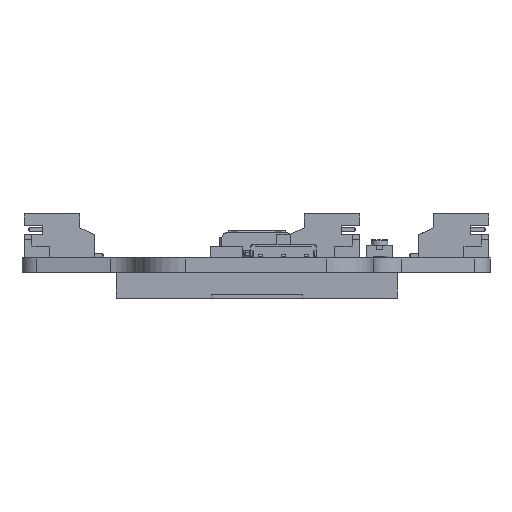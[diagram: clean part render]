
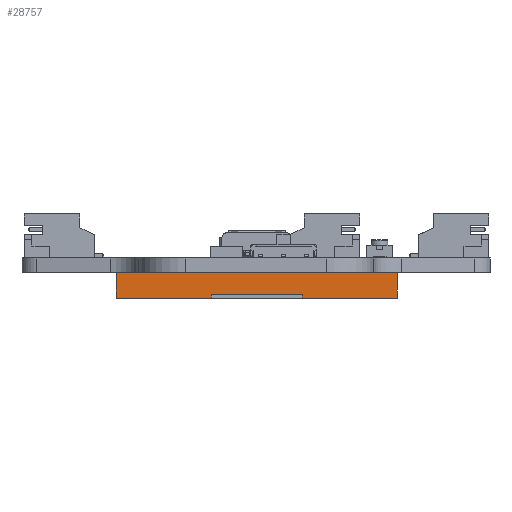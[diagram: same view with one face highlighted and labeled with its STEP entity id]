
A CAD part, front view. The second image highlights one B-rep face of the part: STEP entity #28757.
In plain terms, the highlighted face is planar.
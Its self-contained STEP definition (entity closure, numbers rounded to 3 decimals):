
#1141=PLANE('',#31068);
#2475=FACE_OUTER_BOUND('',#4231,.T.);
#4231=EDGE_LOOP('',(#23114,#23115,#23116,#23117,#23118,#23119,#23120,#23121));
#6471=LINE('',#43745,#9908);
#6476=LINE('',#43755,#9913);
#6502=LINE('',#43806,#9939);
#6508=LINE('',#43819,#9945);
#6511=LINE('',#43824,#9948);
#6512=LINE('',#43827,#9949);
#6513=LINE('',#43829,#9950);
#6514=LINE('',#43830,#9951);
#9908=VECTOR('',#35732,10.);
#9913=VECTOR('',#35739,10.);
#9939=VECTOR('',#35783,10.);
#9945=VECTOR('',#35793,10.);
#9948=VECTOR('',#35798,10.);
#9949=VECTOR('',#35801,10.);
#9950=VECTOR('',#35802,10.);
#9951=VECTOR('',#35803,10.);
#13838=VERTEX_POINT('',#43742);
#13839=VERTEX_POINT('',#43744);
#13841=VERTEX_POINT('',#43749);
#13843=VERTEX_POINT('',#43753);
#13864=VERTEX_POINT('',#43818);
#13865=VERTEX_POINT('',#43822);
#13866=VERTEX_POINT('',#43826);
#13867=VERTEX_POINT('',#43828);
#17124=EDGE_CURVE('',#13839,#13838,#6471,.T.);
#17129=EDGE_CURVE('',#13841,#13843,#6476,.T.);
#17155=EDGE_CURVE('',#13843,#13839,#6502,.T.);
#17161=EDGE_CURVE('',#13841,#13864,#6508,.T.);
#17164=EDGE_CURVE('',#13865,#13838,#6511,.T.);
#17165=EDGE_CURVE('',#13866,#13865,#6512,.T.);
#17166=EDGE_CURVE('',#13866,#13867,#6513,.T.);
#17167=EDGE_CURVE('',#13867,#13864,#6514,.T.);
#23114=ORIENTED_EDGE('',*,*,#17124,.T.);
#23115=ORIENTED_EDGE('',*,*,#17164,.F.);
#23116=ORIENTED_EDGE('',*,*,#17165,.F.);
#23117=ORIENTED_EDGE('',*,*,#17166,.T.);
#23118=ORIENTED_EDGE('',*,*,#17167,.T.);
#23119=ORIENTED_EDGE('',*,*,#17161,.F.);
#23120=ORIENTED_EDGE('',*,*,#17129,.T.);
#23121=ORIENTED_EDGE('',*,*,#17155,.T.);
#28757=ADVANCED_FACE('',(#2475),#1141,.T.);
#31068=AXIS2_PLACEMENT_3D('',#43825,#35799,#35800);
#35732=DIRECTION('',(0.,0.,1.));
#35739=DIRECTION('',(0.,0.,-1.));
#35783=DIRECTION('',(1.,0.,0.));
#35793=DIRECTION('',(-1.,0.,0.));
#35798=DIRECTION('',(-1.,0.,0.));
#35799=DIRECTION('center_axis',(0.,1.,0.));
#35800=DIRECTION('ref_axis',(-1.,0.,0.));
#35801=DIRECTION('',(0.,0.,1.));
#35802=DIRECTION('',(-1.,0.,0.));
#35803=DIRECTION('',(0.,0.,1.));
#43742=CARTESIAN_POINT('',(4.95,36.5,2.8));
#43744=CARTESIAN_POINT('',(4.95,36.5,2.4));
#43745=CARTESIAN_POINT('',(4.95,36.5,1.4));
#43749=CARTESIAN_POINT('',(-4.95,36.5,2.8));
#43753=CARTESIAN_POINT('',(-4.95,36.5,2.4));
#43755=CARTESIAN_POINT('',(-4.95,36.5,1.4));
#43806=CARTESIAN_POINT('',(7.625,36.5,2.4));
#43818=CARTESIAN_POINT('',(-15.25,36.5,2.8));
#43819=CARTESIAN_POINT('',(15.25,36.5,2.8));
#43822=CARTESIAN_POINT('',(15.25,36.5,2.8));
#43824=CARTESIAN_POINT('',(15.25,36.5,2.8));
#43825=CARTESIAN_POINT('Origin',(15.25,36.5,0.));
#43826=CARTESIAN_POINT('',(15.25,36.5,0.));
#43827=CARTESIAN_POINT('',(15.25,36.5,0.));
#43828=CARTESIAN_POINT('',(-15.25,36.5,0.));
#43829=CARTESIAN_POINT('',(15.25,36.5,0.));
#43830=CARTESIAN_POINT('',(-15.25,36.5,0.));
